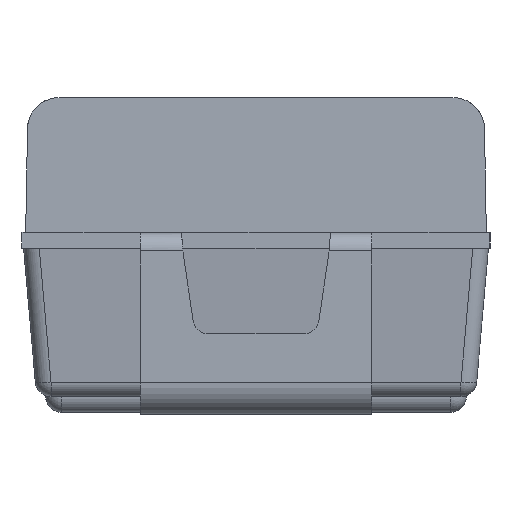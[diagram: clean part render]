
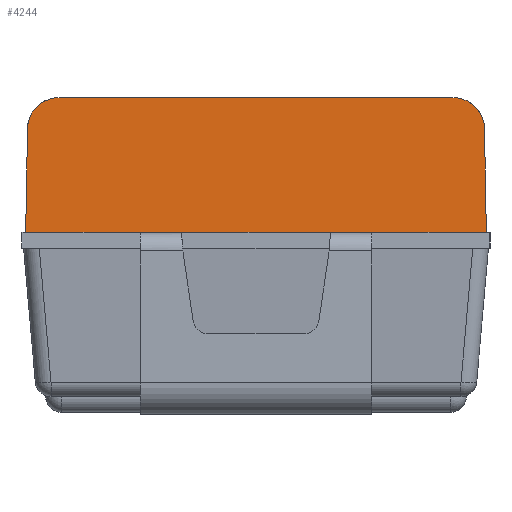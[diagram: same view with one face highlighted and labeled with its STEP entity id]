
A CAD part, left-side view. The second image highlights one B-rep face of the part: STEP entity #4244.
In plain terms, the highlighted planar face has unit normal (-1, 0, 0.018).
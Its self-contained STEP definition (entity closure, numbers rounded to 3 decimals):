
#54 = CARTESIAN_POINT ( 'NONE',  ( -3.508, 2.173, 2.717 ) ) ;
#91 = DIRECTION ( 'NONE',  ( 0., -1., 0. ) ) ;
#116 = VERTEX_POINT ( 'NONE', #6072 ) ;
#181 = DIRECTION ( 'NONE',  ( -1., 0., 0.017 ) ) ;
#190 = EDGE_CURVE ( 'NONE', #5911, #11139, #1927, .T. ) ;
#235 = VERTEX_POINT ( 'NONE', #9064 ) ;
#359 = DIRECTION ( 'NONE',  ( 0., -1., 0. ) ) ;
#575 = ORIENTED_EDGE ( 'NONE', *, *, #9807, .T. ) ;
#662 = CARTESIAN_POINT ( 'NONE',  ( -3.525, 2.19, 1.73 ) ) ;
#1094 = DIRECTION ( 'NONE',  ( 0., 1., 0. ) ) ;
#1196 = CARTESIAN_POINT ( 'NONE',  ( -3.525, 1.1, 1.73 ) ) ;
#1281 = VECTOR ( 'NONE', #7626, 1000. ) ;
#1417 = DIRECTION ( 'NONE',  ( -0.017, -0.017, -1. ) ) ;
#1719 = VECTOR ( 'NONE', #1417, 1000. ) ;
#1729 = DIRECTION ( 'NONE',  ( -0.017, 0.017, -1. ) ) ;
#1792 = DIRECTION ( 'NONE',  ( 0.017, 0., 1. ) ) ;
#1863 = CARTESIAN_POINT ( 'NONE',  ( -3.525, 0.716, 1.73 ) ) ;
#1927 = LINE ( 'NONE', #3681, #3857 ) ;
#1955 = LINE ( 'NONE', #6583, #4640 ) ;
#1956 = PLANE ( 'NONE',  #6946 ) ;
#2317 = ORIENTED_EDGE ( 'NONE', *, *, #3996, .F. ) ;
#2343 = ORIENTED_EDGE ( 'NONE', *, *, #5424, .T. ) ;
#2521 = CARTESIAN_POINT ( 'NONE',  ( -3.505, -2.17, 2.891 ) ) ;
#2610 = VERTEX_POINT ( 'NONE', #3228 ) ;
#2726 = VECTOR ( 'NONE', #3234, 1000. ) ;
#3228 = CARTESIAN_POINT ( 'NONE',  ( -3.525, -2.19, 1.73 ) ) ;
#3234 = DIRECTION ( 'NONE',  ( 0., -1., 0. ) ) ;
#3442 = EDGE_CURVE ( 'NONE', #7753, #116, #11780, .T. ) ;
#3633 = CARTESIAN_POINT ( 'NONE',  ( -3.525, 2.19, 1.73 ) ) ;
#3681 = CARTESIAN_POINT ( 'NONE',  ( -3.525, 1.1, 1.73 ) ) ;
#3857 = VECTOR ( 'NONE', #91, 1000. ) ;
#3929 = EDGE_CURVE ( 'NONE', #5911, #235, #5459, .T. ) ;
#3996 = EDGE_CURVE ( 'NONE', #8010, #116, #4013, .T. ) ;
#4013 = LINE ( 'NONE', #9417, #2726 ) ;
#4174 = EDGE_CURVE ( 'NONE', #11736, #6201, #6286, .T. ) ;
#4244 = ADVANCED_FACE ( 'NONE', ( #10922 ), #1956, .T. ) ;
#4353 = VERTEX_POINT ( 'NONE', #1196 ) ;
#4640 = VECTOR ( 'NONE', #9504, 1000. ) ;
#4831 = EDGE_CURVE ( 'NONE', #4353, #235, #1955, .T. ) ;
#4942 = CARTESIAN_POINT ( 'NONE',  ( -3.503, 1.872, 3.013 ) ) ;
#4950 = ORIENTED_EDGE ( 'NONE', *, *, #4831, .T. ) ;
#5213 = ORIENTED_EDGE ( 'NONE', *, *, #7120, .T. ) ;
#5301 = ORIENTED_EDGE ( 'NONE', *, *, #10272, .F. ) ;
#5424 = EDGE_CURVE ( 'NONE', #8010, #11736, #7245, .T. ) ;
#5459 = LINE ( 'NONE', #1863, #5780 ) ;
#5676 = ORIENTED_EDGE ( 'NONE', *, *, #3442, .T. ) ;
#5780 = VECTOR ( 'NONE', #1094, 1000. ) ;
#5911 = VERTEX_POINT ( 'NONE', #10442 ) ;
#6072 = CARTESIAN_POINT ( 'NONE',  ( -3.503, -1.872, 3.013 ) ) ;
#6201 = VERTEX_POINT ( 'NONE', #3633 ) ;
#6286 = LINE ( 'NONE', #662, #11558 ) ;
#6470 = CARTESIAN_POINT ( 'NONE',  ( -3.525, 2.19, 1.73 ) ) ;
#6504 = CARTESIAN_POINT ( 'NONE',  ( -3.525, 2.19, 1.73 ) ) ;
#6583 = CARTESIAN_POINT ( 'NONE',  ( -3.525, 1.1, 1.73 ) ) ;
#6805 = CARTESIAN_POINT ( 'NONE',  ( -3.508, 2.173, 2.717 ) ) ;
#6878 = LINE ( 'NONE', #8556, #11159 ) ;
#6946 = AXIS2_PLACEMENT_3D ( 'NONE', #6470, #181, #1792 ) ;
#7120 = EDGE_CURVE ( 'NONE', #11139, #2610, #11311, .T. ) ;
#7162 = CARTESIAN_POINT ( 'NONE',  ( -3.508, -2.173, 2.717 ) ) ;
#7245 =( BOUNDED_CURVE ( )  B_SPLINE_CURVE ( 3, ( #4942, #10530, #7692, #6805 ),
 .UNSPECIFIED., .F., .F. ) 
 B_SPLINE_CURVE_WITH_KNOTS ( ( 4, 4 ),
 ( 3.142, 4.695 ),
 .UNSPECIFIED. ) 
 CURVE ( )  GEOMETRIC_REPRESENTATION_ITEM ( )  RATIONAL_B_SPLINE_CURVE ( ( 1., 0.809, 0.809, 1. ) ) 
 REPRESENTATION_ITEM ( '' )  );
#7626 = DIRECTION ( 'NONE',  ( 0., -1., 0. ) ) ;
#7692 = CARTESIAN_POINT ( 'NONE',  ( -3.505, 2.17, 2.891 ) ) ;
#7753 = VERTEX_POINT ( 'NONE', #10422 ) ;
#7758 = CARTESIAN_POINT ( 'NONE',  ( -3.525, -2.19, 1.73 ) ) ;
#8010 = VERTEX_POINT ( 'NONE', #11187 ) ;
#8173 = CARTESIAN_POINT ( 'NONE',  ( -3.503, -1.872, 3.013 ) ) ;
#8556 = CARTESIAN_POINT ( 'NONE',  ( -3.525, 2.19, 1.73 ) ) ;
#8653 = ORIENTED_EDGE ( 'NONE', *, *, #3929, .F. ) ;
#9064 = CARTESIAN_POINT ( 'NONE',  ( -3.525, 0.715, 1.73 ) ) ;
#9417 = CARTESIAN_POINT ( 'NONE',  ( -3.503, 2.19, 3.013 ) ) ;
#9450 = EDGE_LOOP ( 'NONE', ( #5301, #5676, #2317, #2343, #11623, #575, #4950, #8653, #9775, #5213 ) ) ;
#9504 = DIRECTION ( 'NONE',  ( 0., -1., 0. ) ) ;
#9516 = LINE ( 'NONE', #7758, #1719 ) ;
#9775 = ORIENTED_EDGE ( 'NONE', *, *, #190, .T. ) ;
#9807 = EDGE_CURVE ( 'NONE', #6201, #4353, #6878, .T. ) ;
#10168 = CARTESIAN_POINT ( 'NONE',  ( -3.525, -1.1, 1.73 ) ) ;
#10272 = EDGE_CURVE ( 'NONE', #7753, #2610, #9516, .T. ) ;
#10422 = CARTESIAN_POINT ( 'NONE',  ( -3.508, -2.173, 2.717 ) ) ;
#10442 = CARTESIAN_POINT ( 'NONE',  ( -3.525, -0.716, 1.73 ) ) ;
#10530 = CARTESIAN_POINT ( 'NONE',  ( -3.503, 2.046, 3.013 ) ) ;
#10828 = CARTESIAN_POINT ( 'NONE',  ( -3.503, -2.046, 3.013 ) ) ;
#10922 = FACE_OUTER_BOUND ( 'NONE', #9450, .T. ) ;
#11139 = VERTEX_POINT ( 'NONE', #10168 ) ;
#11159 = VECTOR ( 'NONE', #359, 1000. ) ;
#11187 = CARTESIAN_POINT ( 'NONE',  ( -3.503, 1.872, 3.013 ) ) ;
#11311 = LINE ( 'NONE', #6504, #1281 ) ;
#11558 = VECTOR ( 'NONE', #1729, 1000. ) ;
#11623 = ORIENTED_EDGE ( 'NONE', *, *, #4174, .T. ) ;
#11736 = VERTEX_POINT ( 'NONE', #54 ) ;
#11780 =( BOUNDED_CURVE ( )  B_SPLINE_CURVE ( 3, ( #7162, #2521, #10828, #8173 ),
 .UNSPECIFIED., .F., .T. ) 
 B_SPLINE_CURVE_WITH_KNOTS ( ( 4, 4 ),
 ( 4.73, 6.283 ),
 .UNSPECIFIED. ) 
 CURVE ( )  GEOMETRIC_REPRESENTATION_ITEM ( )  RATIONAL_B_SPLINE_CURVE ( ( 1., 0.809, 0.809, 1. ) ) 
 REPRESENTATION_ITEM ( '' )  );
